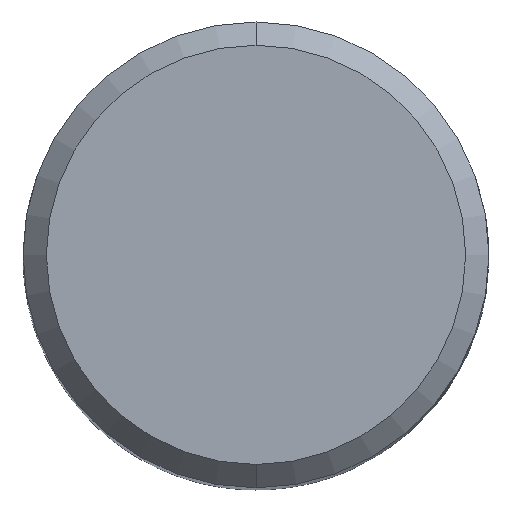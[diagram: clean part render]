
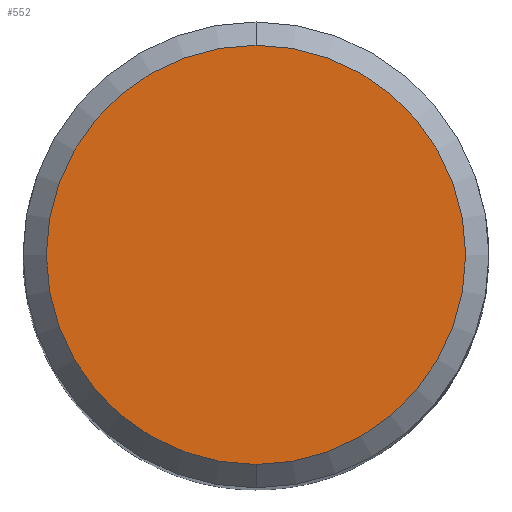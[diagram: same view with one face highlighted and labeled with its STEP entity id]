
A CAD part, top view. The second image highlights one B-rep face of the part: STEP entity #552.
In plain terms, the highlighted planar face has unit normal (0, 0, 1).
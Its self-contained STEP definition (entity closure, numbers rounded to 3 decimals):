
#512=EDGE_CURVE('',#1060,#896,#1257,.T.);
#552=ADVANCED_FACE('',(#1306),#1307,.T.);
#896=VERTEX_POINT('',#1683);
#1020=EDGE_CURVE('',#896,#1060,#1817,.T.);
#1060=VERTEX_POINT('',#1859);
#1257=CIRCLE('',#2598,9.0);
#1306=FACE_OUTER_BOUND('',#3208,.T.);
#1307=PLANE('',#3209);
#1683=CARTESIAN_POINT('',(0.0,9.0,0.0));
#1817=CIRCLE('',#6495,9.0);
#1859=CARTESIAN_POINT('',(0.,-9.0,0.0));
#2598=AXIS2_PLACEMENT_3D('',#7275,#7276,#7277);
#3208=EDGE_LOOP('',(#7357,#7358));
#3209=AXIS2_PLACEMENT_3D('',#7359,#7360,#7361);
#6495=AXIS2_PLACEMENT_3D('',#7938,#7939,#7940);
#7275=CARTESIAN_POINT('',(0.0,0.0,0.0));
#7276=DIRECTION('',(0.0,0.0,-1.0));
#7277=DIRECTION('',(0.0,1.0,0.0));
#7357=ORIENTED_EDGE('',*,*,#1020,.F.);
#7358=ORIENTED_EDGE('',*,*,#512,.F.);
#7359=CARTESIAN_POINT('',(0.0,4.5,0.0));
#7360=DIRECTION('',(-0.0,0.0,1.0));
#7361=DIRECTION('',(0.0,-1.0,0.0));
#7938=CARTESIAN_POINT('',(0.0,0.0,0.0));
#7939=DIRECTION('',(0.0,0.0,-1.0));
#7940=DIRECTION('',(0.0,1.0,0.0));
